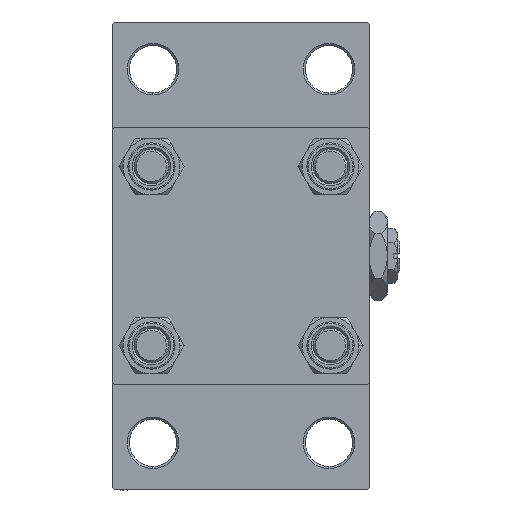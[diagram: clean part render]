
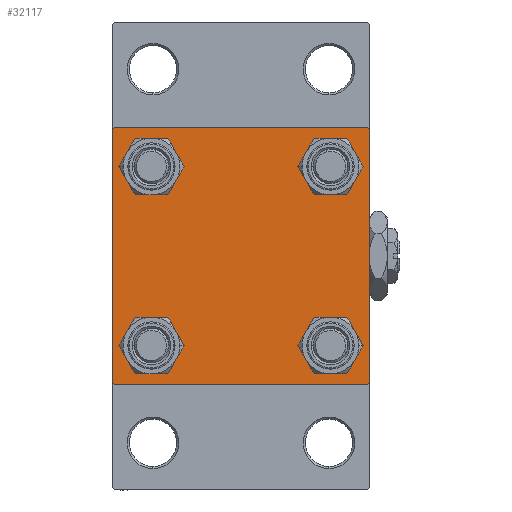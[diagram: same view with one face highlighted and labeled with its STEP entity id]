
A CAD part, left-side view. The second image highlights one B-rep face of the part: STEP entity #32117.
In plain terms, the highlighted planar face has unit normal (-1, 0, 0).
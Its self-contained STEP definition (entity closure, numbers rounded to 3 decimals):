
#865 = AXIS2_PLACEMENT_3D ( 'NONE', #26248, #11734, #42261 ) ;
#899 = VERTEX_POINT ( 'NONE', #26648 ) ;
#1990 = CARTESIAN_POINT ( 'NONE',  ( 0., 20.85, -20.85 ) ) ;
#2145 = DIRECTION ( 'NONE',  ( 0., 0., 1. ) ) ;
#2399 = DIRECTION ( 'NONE',  ( -1., 0., 0. ) ) ;
#2451 = VERTEX_POINT ( 'NONE', #10663 ) ;
#2475 = DIRECTION ( 'NONE',  ( 0., 0., 1. ) ) ;
#3115 = ORIENTED_EDGE ( 'NONE', *, *, #7219, .T. ) ;
#3123 = CARTESIAN_POINT ( 'NONE',  ( 0., 20.85, -20.85 ) ) ;
#3194 = ORIENTED_EDGE ( 'NONE', *, *, #39991, .F. ) ;
#3577 = DIRECTION ( 'NONE',  ( 0., -1., 0. ) ) ;
#3716 = CARTESIAN_POINT ( 'NONE',  ( 0., 20.85, 25.35 ) ) ;
#4454 = CARTESIAN_POINT ( 'NONE',  ( 0., 29.75, 29.75 ) ) ;
#5007 = EDGE_CURVE ( 'NONE', #23799, #16333, #6467, .T. ) ;
#5716 = CARTESIAN_POINT ( 'NONE',  ( 0., 30., 30. ) ) ;
#6050 = ORIENTED_EDGE ( 'NONE', *, *, #12763, .T. ) ;
#6434 = CARTESIAN_POINT ( 'NONE',  ( 0., -20.85, 20.85 ) ) ;
#6467 = LINE ( 'NONE', #39779, #31015 ) ;
#6638 = DIRECTION ( 'NONE',  ( 0., 0., 1. ) ) ;
#6759 = AXIS2_PLACEMENT_3D ( 'NONE', #40933, #2399, #6638 ) ;
#6985 = DIRECTION ( 'NONE',  ( 0., 0., -1. ) ) ;
#7168 = DIRECTION ( 'NONE',  ( 1., 0., 0. ) ) ;
#7219 = EDGE_CURVE ( 'NONE', #16653, #28021, #10346, .T. ) ;
#7934 = CIRCLE ( 'NONE', #11938, 4.5 ) ;
#7951 = AXIS2_PLACEMENT_3D ( 'NONE', #6434, #7168, #21693 ) ;
#8193 = VECTOR ( 'NONE', #18542, 1000. ) ;
#8450 = CIRCLE ( 'NONE', #15619, 4.5 ) ;
#8652 = EDGE_CURVE ( 'NONE', #26363, #49395, #21556, .T. ) ;
#8720 = VERTEX_POINT ( 'NONE', #3716 ) ;
#8929 = CARTESIAN_POINT ( 'NONE',  ( 0., 20.85, 20.85 ) ) ;
#10159 = FACE_BOUND ( 'NONE', #26457, .T. ) ;
#10346 = CIRCLE ( 'NONE', #7951, 4.5 ) ;
#10433 = EDGE_CURVE ( 'NONE', #11298, #42457, #32744, .T. ) ;
#10556 = CARTESIAN_POINT ( 'NONE',  ( 0., -30., 29.5 ) ) ;
#10663 = CARTESIAN_POINT ( 'NONE',  ( 0., 29.5, -30. ) ) ;
#10748 = LINE ( 'NONE', #26986, #25903 ) ;
#10783 = EDGE_CURVE ( 'NONE', #42737, #899, #28812, .T. ) ;
#10969 = CARTESIAN_POINT ( 'NONE',  ( 0., 30., -29.5 ) ) ;
#11298 = VERTEX_POINT ( 'NONE', #19542 ) ;
#11436 = DIRECTION ( 'NONE',  ( 0., 0., 1. ) ) ;
#11603 = EDGE_CURVE ( 'NONE', #28021, #16653, #22435, .T. ) ;
#11655 = CARTESIAN_POINT ( 'NONE',  ( 0., 30., 30. ) ) ;
#11734 = DIRECTION ( 'NONE',  ( 1., 0., 0. ) ) ;
#11898 = LINE ( 'NONE', #11655, #30213 ) ;
#11938 = AXIS2_PLACEMENT_3D ( 'NONE', #8929, #31937, #28675 ) ;
#11955 = AXIS2_PLACEMENT_3D ( 'NONE', #41541, #14507, #22008 ) ;
#11993 = CARTESIAN_POINT ( 'NONE',  ( 0., 20.85, -16.35 ) ) ;
#12763 = EDGE_CURVE ( 'NONE', #49395, #26363, #12920, .T. ) ;
#12773 = ORIENTED_EDGE ( 'NONE', *, *, #5007, .T. ) ;
#12920 = CIRCLE ( 'NONE', #40113, 4.5 ) ;
#13396 = ORIENTED_EDGE ( 'NONE', *, *, #30503, .T. ) ;
#14146 = CARTESIAN_POINT ( 'NONE',  ( 0., 20.85, 20.85 ) ) ;
#14157 = FACE_BOUND ( 'NONE', #32203, .T. ) ;
#14507 = DIRECTION ( 'NONE',  ( 1., 0., 0. ) ) ;
#15036 = VERTEX_POINT ( 'NONE', #10556 ) ;
#15339 = VERTEX_POINT ( 'NONE', #24286 ) ;
#15619 = AXIS2_PLACEMENT_3D ( 'NONE', #1990, #25496, #2475 ) ;
#16315 = CARTESIAN_POINT ( 'NONE',  ( 0., -29.5, -30. ) ) ;
#16333 = VERTEX_POINT ( 'NONE', #27244 ) ;
#16466 = ORIENTED_EDGE ( 'NONE', *, *, #41083, .T. ) ;
#16653 = VERTEX_POINT ( 'NONE', #20624 ) ;
#16794 = ORIENTED_EDGE ( 'NONE', *, *, #34099, .T. ) ;
#16840 = ORIENTED_EDGE ( 'NONE', *, *, #8652, .T. ) ;
#17971 = EDGE_CURVE ( 'NONE', #15036, #39269, #41818, .T. ) ;
#18443 = DIRECTION ( 'NONE',  ( 1., 0., 0. ) ) ;
#18542 = DIRECTION ( 'NONE',  ( 0., 0.707, 0.707 ) ) ;
#19049 = CARTESIAN_POINT ( 'NONE',  ( 0., 29.75, -29.75 ) ) ;
#19051 = ORIENTED_EDGE ( 'NONE', *, *, #35077, .T. ) ;
#19202 = CARTESIAN_POINT ( 'NONE',  ( 0., -20.85, -25.35 ) ) ;
#19542 = CARTESIAN_POINT ( 'NONE',  ( 0., 30., 29.5 ) ) ;
#20624 = CARTESIAN_POINT ( 'NONE',  ( 0., -20.85, 16.35 ) ) ;
#21407 = DIRECTION ( 'NONE',  ( 1., 0., 0. ) ) ;
#21417 = FACE_OUTER_BOUND ( 'NONE', #39055, .T. ) ;
#21556 = CIRCLE ( 'NONE', #11955, 4.5 ) ;
#21693 = DIRECTION ( 'NONE',  ( 0., 0., 1. ) ) ;
#21906 = EDGE_CURVE ( 'NONE', #15036, #16333, #10748, .T. ) ;
#22008 = DIRECTION ( 'NONE',  ( 0., 0., 1. ) ) ;
#22167 = ORIENTED_EDGE ( 'NONE', *, *, #11603, .T. ) ;
#22435 = CIRCLE ( 'NONE', #865, 4.5 ) ;
#23295 = LINE ( 'NONE', #19049, #26053 ) ;
#23799 = VERTEX_POINT ( 'NONE', #16315 ) ;
#24286 = CARTESIAN_POINT ( 'NONE',  ( 0., 20.85, 16.35 ) ) ;
#24756 = CARTESIAN_POINT ( 'NONE',  ( 0., 29.5, 30. ) ) ;
#25000 = DIRECTION ( 'NONE',  ( 0., -0.707, 0.707 ) ) ;
#25263 = VECTOR ( 'NONE', #30250, 1000. ) ;
#25496 = DIRECTION ( 'NONE',  ( 1., 0., 0. ) ) ;
#25903 = VECTOR ( 'NONE', #6985, 1000. ) ;
#25910 = DIRECTION ( 'NONE',  ( 1., 0., 0. ) ) ;
#26053 = VECTOR ( 'NONE', #38072, 1000. ) ;
#26118 = LINE ( 'NONE', #41153, #40672 ) ;
#26248 = CARTESIAN_POINT ( 'NONE',  ( 0., -20.85, 20.85 ) ) ;
#26307 = ORIENTED_EDGE ( 'NONE', *, *, #36477, .T. ) ;
#26363 = VERTEX_POINT ( 'NONE', #19202 ) ;
#26457 = EDGE_LOOP ( 'NONE', ( #6050, #16840 ) ) ;
#26648 = CARTESIAN_POINT ( 'NONE',  ( 0., 20.85, -25.35 ) ) ;
#26689 = ORIENTED_EDGE ( 'NONE', *, *, #45860, .T. ) ;
#26978 = VERTEX_POINT ( 'NONE', #24756 ) ;
#26986 = CARTESIAN_POINT ( 'NONE',  ( 0., -30., 30. ) ) ;
#27244 = CARTESIAN_POINT ( 'NONE',  ( 0., -30., -29.5 ) ) ;
#27283 = CARTESIAN_POINT ( 'NONE',  ( 0., -29.75, 29.75 ) ) ;
#27487 = LINE ( 'NONE', #4454, #25263 ) ;
#28021 = VERTEX_POINT ( 'NONE', #37508 ) ;
#28261 = AXIS2_PLACEMENT_3D ( 'NONE', #14146, #21407, #2145 ) ;
#28488 = DIRECTION ( 'NONE',  ( 0., 0., -1. ) ) ;
#28675 = DIRECTION ( 'NONE',  ( 0., 0., 1. ) ) ;
#28812 = CIRCLE ( 'NONE', #47206, 4.5 ) ;
#30213 = VECTOR ( 'NONE', #38424, 1000. ) ;
#30250 = DIRECTION ( 'NONE',  ( 0., 0.707, -0.707 ) ) ;
#30310 = ORIENTED_EDGE ( 'NONE', *, *, #17971, .T. ) ;
#30503 = EDGE_CURVE ( 'NONE', #15339, #8720, #37158, .T. ) ;
#31015 = VECTOR ( 'NONE', #25000, 1000. ) ;
#31937 = DIRECTION ( 'NONE',  ( 1., 0., 0. ) ) ;
#32117 = ADVANCED_FACE ( 'NONE', ( #48437, #10159, #43963, #14157, #21417 ), #36690, .T. ) ;
#32203 = EDGE_LOOP ( 'NONE', ( #26689, #13396 ) ) ;
#32494 = CARTESIAN_POINT ( 'NONE',  ( 0., -20.85, -16.35 ) ) ;
#32744 = LINE ( 'NONE', #5716, #40036 ) ;
#33961 = CARTESIAN_POINT ( 'NONE',  ( 0., -20.85, -20.85 ) ) ;
#34099 = EDGE_CURVE ( 'NONE', #899, #42737, #8450, .T. ) ;
#35077 = EDGE_CURVE ( 'NONE', #42457, #2451, #23295, .T. ) ;
#36477 = EDGE_CURVE ( 'NONE', #26978, #11298, #27487, .T. ) ;
#36690 = PLANE ( 'NONE',  #6759 ) ;
#37158 = CIRCLE ( 'NONE', #28261, 4.5 ) ;
#37508 = CARTESIAN_POINT ( 'NONE',  ( 0., -20.85, 25.35 ) ) ;
#38072 = DIRECTION ( 'NONE',  ( 0., -0.707, -0.707 ) ) ;
#38424 = DIRECTION ( 'NONE',  ( 0., -1., 0. ) ) ;
#39055 = EDGE_LOOP ( 'NONE', ( #44719, #19051, #16466, #12773, #48102, #30310, #3194, #26307 ) ) ;
#39269 = VERTEX_POINT ( 'NONE', #40729 ) ;
#39779 = CARTESIAN_POINT ( 'NONE',  ( 0., -29.75, -29.75 ) ) ;
#39991 = EDGE_CURVE ( 'NONE', #26978, #39269, #11898, .T. ) ;
#40036 = VECTOR ( 'NONE', #28488, 1000. ) ;
#40113 = AXIS2_PLACEMENT_3D ( 'NONE', #33961, #18443, #11436 ) ;
#40672 = VECTOR ( 'NONE', #3577, 1000. ) ;
#40729 = CARTESIAN_POINT ( 'NONE',  ( 0., -29.5, 30. ) ) ;
#40933 = CARTESIAN_POINT ( 'NONE',  ( 0., 0., 0. ) ) ;
#41083 = EDGE_CURVE ( 'NONE', #2451, #23799, #26118, .T. ) ;
#41153 = CARTESIAN_POINT ( 'NONE',  ( 0., 30., -30. ) ) ;
#41541 = CARTESIAN_POINT ( 'NONE',  ( 0., -20.85, -20.85 ) ) ;
#41818 = LINE ( 'NONE', #27283, #8193 ) ;
#42261 = DIRECTION ( 'NONE',  ( 0., 0., 1. ) ) ;
#42457 = VERTEX_POINT ( 'NONE', #10969 ) ;
#42692 = EDGE_LOOP ( 'NONE', ( #22167, #3115 ) ) ;
#42737 = VERTEX_POINT ( 'NONE', #11993 ) ;
#43963 = FACE_BOUND ( 'NONE', #48870, .T. ) ;
#44480 = ORIENTED_EDGE ( 'NONE', *, *, #10783, .T. ) ;
#44719 = ORIENTED_EDGE ( 'NONE', *, *, #10433, .T. ) ;
#45421 = DIRECTION ( 'NONE',  ( 0., 0., 1. ) ) ;
#45860 = EDGE_CURVE ( 'NONE', #8720, #15339, #7934, .T. ) ;
#47206 = AXIS2_PLACEMENT_3D ( 'NONE', #3123, #25910, #45421 ) ;
#48102 = ORIENTED_EDGE ( 'NONE', *, *, #21906, .F. ) ;
#48437 = FACE_BOUND ( 'NONE', #42692, .T. ) ;
#48870 = EDGE_LOOP ( 'NONE', ( #44480, #16794 ) ) ;
#49395 = VERTEX_POINT ( 'NONE', #32494 ) ;
